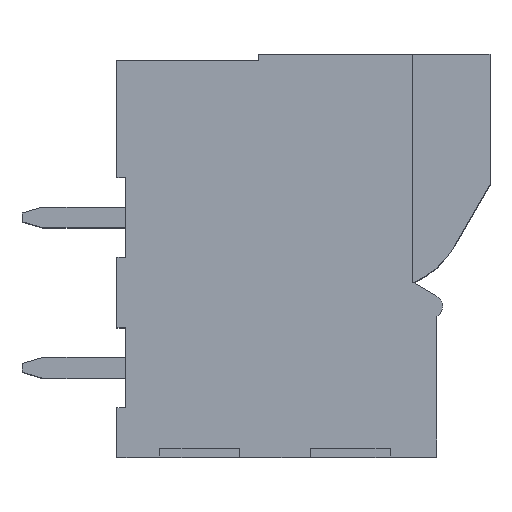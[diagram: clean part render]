
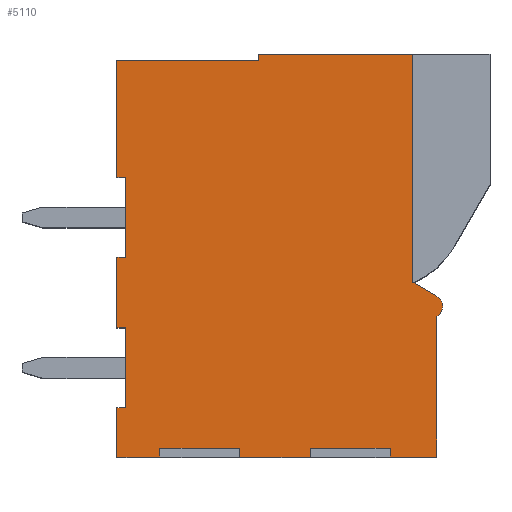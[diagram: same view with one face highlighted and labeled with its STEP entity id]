
A CAD part, top view. The second image highlights one B-rep face of the part: STEP entity #5110.
In plain terms, the highlighted planar face has unit normal (0, 0, 1).
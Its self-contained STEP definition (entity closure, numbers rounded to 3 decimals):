
#1136=CARTESIAN_POINT('',(10.604,5.094,0.));
#1137=DIRECTION('',(0.,0.,1.));
#1138=DIRECTION('',(0.495,-0.869,0.));
#1139=AXIS2_PLACEMENT_3D('',#1136,#1137,#1138);
#1141=DIRECTION('',(0.,1.,0.));
#1142=VECTOR('',#1141,0.2);
#1143=CARTESIAN_POINT('',(4.8,13.4,0.));
#1144=LINE('',#1143,#1142);
#1145=DIRECTION('',(1.,0.,0.));
#1146=VECTOR('',#1145,5.2);
#1147=CARTESIAN_POINT('',(4.8,13.6,0.));
#1148=LINE('',#1147,#1146);
#1149=DIRECTION('',(0.,-1.,0.));
#1150=VECTOR('',#1149,7.7);
#1151=CARTESIAN_POINT('',(10.,13.6,0.));
#1152=LINE('',#1151,#1150);
#1153=DIRECTION('',(0.866,-0.5,0.));
#1154=VECTOR('',#1153,0.926);
#1155=CARTESIAN_POINT('',(10.,5.9,0.));
#1156=LINE('',#1155,#1154);
#1157=DIRECTION('',(0.,-1.,0.));
#1158=VECTOR('',#1157,4.75);
#1159=CARTESIAN_POINT('',(10.8,4.75,0.));
#1160=LINE('',#1159,#1158);
#1161=DIRECTION('',(-1.,0.,0.));
#1162=VECTOR('',#1161,1.57);
#1163=CARTESIAN_POINT('',(10.8,0.,0.));
#1164=LINE('',#1163,#1162);
#1165=DIRECTION('',(0.,1.,0.));
#1166=VECTOR('',#1165,0.3);
#1167=CARTESIAN_POINT('',(9.23,0.,0.));
#1168=LINE('',#1167,#1166);
#1169=DIRECTION('',(-1.,0.,0.));
#1170=VECTOR('',#1169,2.7);
#1171=CARTESIAN_POINT('',(9.23,0.3,0.));
#1172=LINE('',#1171,#1170);
#1173=DIRECTION('',(0.,-1.,0.));
#1174=VECTOR('',#1173,0.3);
#1175=CARTESIAN_POINT('',(6.53,0.3,0.));
#1176=LINE('',#1175,#1174);
#1177=DIRECTION('',(-1.,0.,0.));
#1178=VECTOR('',#1177,2.38);
#1179=CARTESIAN_POINT('',(6.53,0.,0.));
#1180=LINE('',#1179,#1178);
#1181=DIRECTION('',(0.,1.,0.));
#1182=VECTOR('',#1181,0.3);
#1183=CARTESIAN_POINT('',(4.15,0.,0.));
#1184=LINE('',#1183,#1182);
#1185=DIRECTION('',(-1.,0.,0.));
#1186=VECTOR('',#1185,2.7);
#1187=CARTESIAN_POINT('',(4.15,0.3,0.));
#1188=LINE('',#1187,#1186);
#1189=DIRECTION('',(0.,-1.,0.));
#1190=VECTOR('',#1189,0.3);
#1191=CARTESIAN_POINT('',(1.45,0.3,0.));
#1192=LINE('',#1191,#1190);
#1193=DIRECTION('',(-1.,0.,0.));
#1194=VECTOR('',#1193,1.45);
#1195=CARTESIAN_POINT('',(1.45,0.,0.));
#1196=LINE('',#1195,#1194);
#1197=DIRECTION('',(0.,1.,0.));
#1198=VECTOR('',#1197,1.67);
#1199=CARTESIAN_POINT('',(0.,0.,0.));
#1200=LINE('',#1199,#1198);
#1201=DIRECTION('',(1.,0.,0.));
#1202=VECTOR('',#1201,0.3);
#1203=CARTESIAN_POINT('',(0.,1.67,0.));
#1204=LINE('',#1203,#1202);
#1205=DIRECTION('',(0.,1.,0.));
#1206=VECTOR('',#1205,2.7);
#1207=CARTESIAN_POINT('',(0.3,1.67,0.));
#1208=LINE('',#1207,#1206);
#1209=DIRECTION('',(-1.,0.,0.));
#1210=VECTOR('',#1209,0.3);
#1211=CARTESIAN_POINT('',(0.3,4.37,0.));
#1212=LINE('',#1211,#1210);
#1213=DIRECTION('',(0.,1.,0.));
#1214=VECTOR('',#1213,2.38);
#1215=CARTESIAN_POINT('',(0.,4.37,0.));
#1216=LINE('',#1215,#1214);
#1217=DIRECTION('',(1.,0.,0.));
#1218=VECTOR('',#1217,0.3);
#1219=CARTESIAN_POINT('',(0.,6.75,0.));
#1220=LINE('',#1219,#1218);
#1221=DIRECTION('',(0.,1.,0.));
#1222=VECTOR('',#1221,2.7);
#1223=CARTESIAN_POINT('',(0.3,6.75,0.));
#1224=LINE('',#1223,#1222);
#1225=DIRECTION('',(-1.,0.,0.));
#1226=VECTOR('',#1225,0.3);
#1227=CARTESIAN_POINT('',(0.3,9.45,0.));
#1228=LINE('',#1227,#1226);
#1229=DIRECTION('',(0.,1.,0.));
#1230=VECTOR('',#1229,3.95);
#1231=CARTESIAN_POINT('',(0.,9.45,0.));
#1232=LINE('',#1231,#1230);
#1233=DIRECTION('',(1.,0.,0.));
#1234=VECTOR('',#1233,4.8);
#1235=CARTESIAN_POINT('',(0.,13.4,0.));
#1236=LINE('',#1235,#1234);
#2615=CARTESIAN_POINT('',(10.,13.6,0.));
#2616=CARTESIAN_POINT('',(10.,5.9,0.));
#2617=VERTEX_POINT('',#2615);
#2618=VERTEX_POINT('',#2616);
#2619=CARTESIAN_POINT('',(4.8,13.6,0.));
#2620=VERTEX_POINT('',#2619);
#2621=CARTESIAN_POINT('',(4.8,13.4,0.));
#2622=VERTEX_POINT('',#2621);
#2623=CARTESIAN_POINT('',(0.,13.4,0.));
#2624=VERTEX_POINT('',#2623);
#2625=CARTESIAN_POINT('',(0.,9.45,0.));
#2626=VERTEX_POINT('',#2625);
#2627=CARTESIAN_POINT('',(0.3,9.45,0.));
#2628=VERTEX_POINT('',#2627);
#2629=CARTESIAN_POINT('',(0.3,6.75,0.));
#2630=VERTEX_POINT('',#2629);
#2631=CARTESIAN_POINT('',(0.,6.75,0.));
#2632=VERTEX_POINT('',#2631);
#2633=CARTESIAN_POINT('',(0.,4.37,0.));
#2634=VERTEX_POINT('',#2633);
#2635=CARTESIAN_POINT('',(0.3,4.37,0.));
#2636=VERTEX_POINT('',#2635);
#2637=CARTESIAN_POINT('',(0.3,1.67,0.));
#2638=VERTEX_POINT('',#2637);
#2639=CARTESIAN_POINT('',(0.,1.67,0.));
#2640=VERTEX_POINT('',#2639);
#2641=CARTESIAN_POINT('',(0.,0.,0.));
#2642=VERTEX_POINT('',#2641);
#2643=CARTESIAN_POINT('',(1.45,0.,0.));
#2644=VERTEX_POINT('',#2643);
#2645=CARTESIAN_POINT('',(1.45,0.3,0.));
#2646=VERTEX_POINT('',#2645);
#2647=CARTESIAN_POINT('',(4.15,0.3,0.));
#2648=VERTEX_POINT('',#2647);
#2649=CARTESIAN_POINT('',(4.15,0.,0.));
#2650=VERTEX_POINT('',#2649);
#2651=CARTESIAN_POINT('',(6.53,0.,0.));
#2652=VERTEX_POINT('',#2651);
#2653=CARTESIAN_POINT('',(6.53,0.3,0.));
#2654=VERTEX_POINT('',#2653);
#2655=CARTESIAN_POINT('',(9.23,0.3,0.));
#2656=VERTEX_POINT('',#2655);
#2657=CARTESIAN_POINT('',(9.23,0.,0.));
#2658=VERTEX_POINT('',#2657);
#2659=CARTESIAN_POINT('',(10.8,0.,0.));
#2660=VERTEX_POINT('',#2659);
#2661=CARTESIAN_POINT('',(10.8,4.75,0.));
#2662=VERTEX_POINT('',#2661);
#2663=CARTESIAN_POINT('',(10.802,5.437,0.));
#2664=VERTEX_POINT('',#2663);
#5063=CARTESIAN_POINT('',(5.5,6.8,0.));
#5064=DIRECTION('',(0.,0.,1.));
#5065=DIRECTION('',(0.,-1.,0.));
#5066=AXIS2_PLACEMENT_3D('',#5063,#5064,#5065);
#5067=PLANE('',#5066);
#5069=ORIENTED_EDGE('',*,*,#5068,.T.);
#5070=ORIENTED_EDGE('',*,*,#3962,.T.);
#5072=ORIENTED_EDGE('',*,*,#5071,.T.);
#5073=ORIENTED_EDGE('',*,*,#3638,.T.);
#5074=ORIENTED_EDGE('',*,*,#5055,.F.);
#5075=ORIENTED_EDGE('',*,*,#5041,.T.);
#5076=ORIENTED_EDGE('',*,*,#5027,.T.);
#5078=ORIENTED_EDGE('',*,*,#5077,.T.);
#5080=ORIENTED_EDGE('',*,*,#5079,.T.);
#5082=ORIENTED_EDGE('',*,*,#5081,.T.);
#5083=ORIENTED_EDGE('',*,*,#5019,.T.);
#5085=ORIENTED_EDGE('',*,*,#5084,.T.);
#5087=ORIENTED_EDGE('',*,*,#5086,.T.);
#5089=ORIENTED_EDGE('',*,*,#5088,.T.);
#5090=ORIENTED_EDGE('',*,*,#5011,.T.);
#5091=ORIENTED_EDGE('',*,*,#4997,.T.);
#5092=ORIENTED_EDGE('',*,*,#4983,.T.);
#5093=ORIENTED_EDGE('',*,*,#4521,.T.);
#5095=ORIENTED_EDGE('',*,*,#5094,.T.);
#5097=ORIENTED_EDGE('',*,*,#5096,.T.);
#5099=ORIENTED_EDGE('',*,*,#5098,.T.);
#5101=ORIENTED_EDGE('',*,*,#5100,.T.);
#5103=ORIENTED_EDGE('',*,*,#5102,.T.);
#5105=ORIENTED_EDGE('',*,*,#5104,.T.);
#5107=ORIENTED_EDGE('',*,*,#5106,.T.);
#5108=EDGE_LOOP('',(#5069,#5070,#5072,#5073,#5074,#5075,#5076,#5078,#5080,#5082,
#5083,#5085,#5087,#5089,#5090,#5091,#5092,#5093,#5095,#5097,#5099,#5101,#5103,
#5105,#5107));
#5109=FACE_OUTER_BOUND('',#5108,.F.);
#1140=CIRCLE('',#1139,0.396);
#3638=EDGE_CURVE('',#2618,#2664,#1156,.T.);
#3962=EDGE_CURVE('',#2620,#2617,#1148,.T.);
#4521=EDGE_CURVE('',#2638,#2636,#1208,.T.);
#4983=EDGE_CURVE('',#2640,#2638,#1204,.T.);
#4997=EDGE_CURVE('',#2642,#2640,#1200,.T.);
#5011=EDGE_CURVE('',#2644,#2642,#1196,.T.);
#5019=EDGE_CURVE('',#2652,#2650,#1180,.T.);
#5027=EDGE_CURVE('',#2660,#2658,#1164,.T.);
#5041=EDGE_CURVE('',#2662,#2660,#1160,.T.);
#5055=EDGE_CURVE('',#2662,#2664,#1140,.T.);
#5068=EDGE_CURVE('',#2622,#2620,#1144,.T.);
#5071=EDGE_CURVE('',#2617,#2618,#1152,.T.);
#5077=EDGE_CURVE('',#2658,#2656,#1168,.T.);
#5079=EDGE_CURVE('',#2656,#2654,#1172,.T.);
#5081=EDGE_CURVE('',#2654,#2652,#1176,.T.);
#5084=EDGE_CURVE('',#2650,#2648,#1184,.T.);
#5086=EDGE_CURVE('',#2648,#2646,#1188,.T.);
#5088=EDGE_CURVE('',#2646,#2644,#1192,.T.);
#5094=EDGE_CURVE('',#2636,#2634,#1212,.T.);
#5096=EDGE_CURVE('',#2634,#2632,#1216,.T.);
#5098=EDGE_CURVE('',#2632,#2630,#1220,.T.);
#5100=EDGE_CURVE('',#2630,#2628,#1224,.T.);
#5102=EDGE_CURVE('',#2628,#2626,#1228,.T.);
#5104=EDGE_CURVE('',#2626,#2624,#1232,.T.);
#5106=EDGE_CURVE('',#2624,#2622,#1236,.T.);
#5110=ADVANCED_FACE('',(#5109),#5067,.T.);
